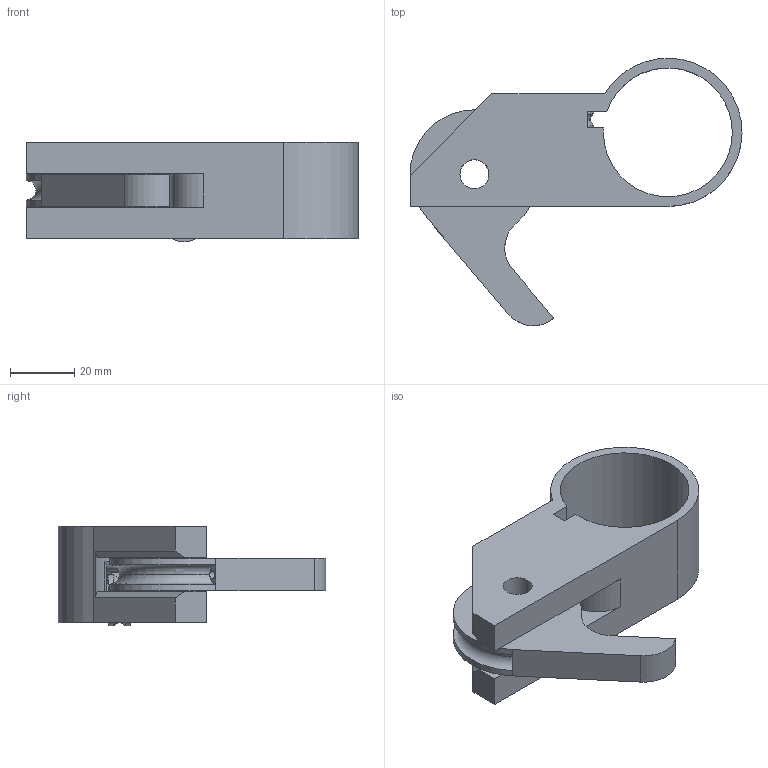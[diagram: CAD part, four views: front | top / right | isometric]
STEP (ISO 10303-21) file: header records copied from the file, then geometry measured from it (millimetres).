
FILE_DESCRIPTION (( 'STEP AP214' ), '1' );
FILE_NAME ('main_trigger.STEP', '2025-05-20T19:42:44', ( '' ), ( '' ), 'SwSTEP 2.0', 'SolidWorks 2024', '' );
FILE_SCHEMA (( 'AUTOMOTIVE_DESIGN' ));
Length unit declared in the file: millimetre
Products named in the file (4): lever; main_trigger; 64780201; housing
Assembly tree (3 placements, depth 2):
  main_trigger
    housing
    lever
    64780201
Bounding box: 103 x 82.99 x 31 mm (x, y, z)
Volume: 65103.7 mm3; surface area: 25425 mm2
Topology: 3 solids, 3 shells, 94 faces, 241 edges, 155 vertices
Faces by surface type: cylinder 40, plane 33, torus 13, bspline 4, cone 4
Entity records: 4287 total; most frequent: CARTESIAN_POINT 1808, DIRECTION 525, ORIENTED_EDGE 482, EDGE_CURVE 241, AXIS2_PLACEMENT_3D 209, VERTEX_POINT 155, CIRCLE 113, EDGE_LOOP 112
